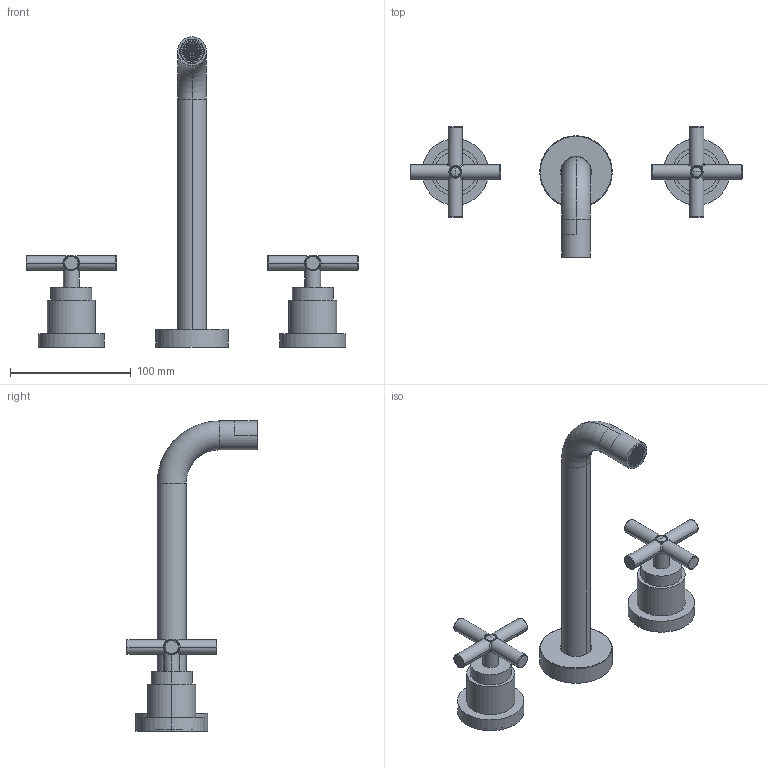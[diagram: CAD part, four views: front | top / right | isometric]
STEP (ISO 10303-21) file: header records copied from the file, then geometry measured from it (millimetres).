
FILE_DESCRIPTION((''),'2;1');
FILE_NAME('QTV008CR','2021-09-30T10:31:16',('ut3'),('PAFFONI SpA'),'CREO PARAMETRIC BY PTC INC, 2020044','CREO PARAMETRIC BY PTC INC, 2020044','');
FILE_SCHEMA(('CONFIG_CONTROL_DESIGN','SHAPE_APPEARANCE_LAYERS_GROUPS'));
Length unit declared in the file: millimetre
Products named in the file (1): QTV008CR
Bounding box: 275 x 108.7 x 257 mm (x, y, z)
Volume: 199597.5 mm3; surface area: 113587.4 mm2
Topology: 7 solids, 7 shells, 2272 faces, 6800 edges, 4432 vertices
Faces by surface type: plane 1818, cylinder 254, cone 82, torus 66, bspline 44, sphere 8
Entity records: 99823 total; most frequent: CARTESIAN_POINT 20174, ORIENTED_EDGE 13584, DIRECTION 12408, EDGE_CURVE 6792, VERTEX_POINT 4432, VECTOR 4302, LINE 4302, AXIS2_PLACEMENT_3D 4053
